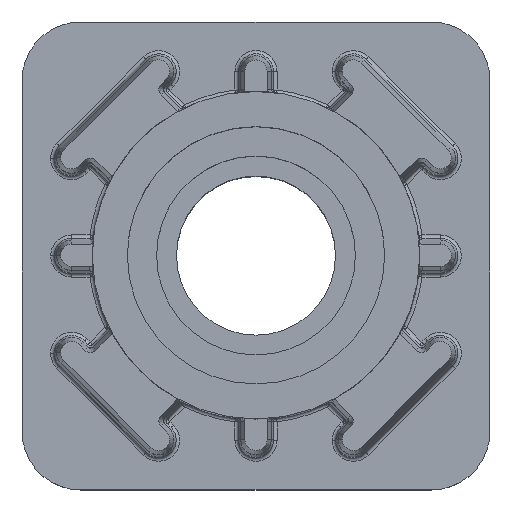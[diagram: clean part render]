
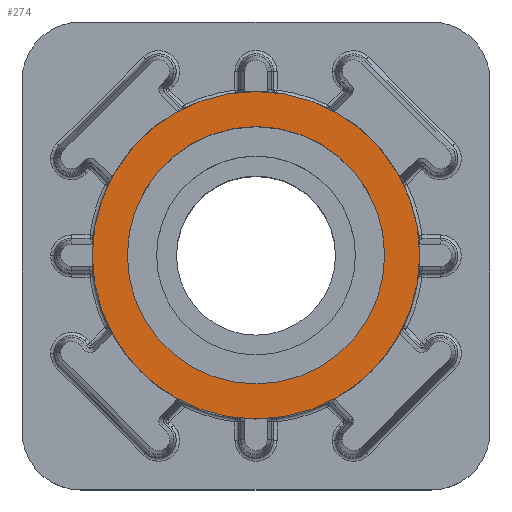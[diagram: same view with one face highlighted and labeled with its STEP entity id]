
A CAD part, top view. The second image highlights one B-rep face of the part: STEP entity #274.
In plain terms, the highlighted planar face has unit normal (0, 0, 1).
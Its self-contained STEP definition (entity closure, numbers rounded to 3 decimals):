
#10 = EDGE_LOOP ( 'NONE', ( #8843, #11453 ) ) ;
#227 = DIRECTION ( 'NONE',  ( 1., 0., 0. ) ) ;
#274 = ADVANCED_FACE ( 'NONE', ( #6186, #2219 ), #2851, .T. ) ;
#1041 = CARTESIAN_POINT ( 'NONE',  ( 0., 0., 43. ) ) ;
#1511 = CARTESIAN_POINT ( 'NONE',  ( -14., 0., 43. ) ) ;
#1626 = DIRECTION ( 'NONE',  ( 0., 0., 1. ) ) ;
#1737 = CARTESIAN_POINT ( 'NONE',  ( 0., 0., 43. ) ) ;
#1918 = EDGE_CURVE ( 'NONE', #8397, #7584, #8422, .T. ) ;
#1941 = AXIS2_PLACEMENT_3D ( 'NONE', #11167, #5689, #227 ) ;
#1962 = DIRECTION ( 'NONE',  ( 1., 0., 0. ) ) ;
#2219 = FACE_OUTER_BOUND ( 'NONE', #10, .T. ) ;
#2356 = AXIS2_PLACEMENT_3D ( 'NONE', #10163, #4704, #11069 ) ;
#2678 = DIRECTION ( 'NONE',  ( 1., 0., 0. ) ) ;
#2851 = PLANE ( 'NONE',  #5205 ) ;
#2893 = CARTESIAN_POINT ( 'NONE',  ( -11., 0., 43. ) ) ;
#4002 = AXIS2_PLACEMENT_3D ( 'NONE', #1737, #8085, #2678 ) ;
#4173 = ORIENTED_EDGE ( 'NONE', *, *, #4481, .F. ) ;
#4208 = EDGE_CURVE ( 'NONE', #7123, #5719, #8524, .T. ) ;
#4481 = EDGE_CURVE ( 'NONE', #5719, #7123, #6240, .T. ) ;
#4584 = EDGE_LOOP ( 'NONE', ( #4173, #9115 ) ) ;
#4704 = DIRECTION ( 'NONE',  ( 0., 0., 1. ) ) ;
#5205 = AXIS2_PLACEMENT_3D ( 'NONE', #1041, #7390, #1962 ) ;
#5689 = DIRECTION ( 'NONE',  ( 0., 0., 1. ) ) ;
#5719 = VERTEX_POINT ( 'NONE', #2893 ) ;
#5921 = AXIS2_PLACEMENT_3D ( 'NONE', #7074, #1626, #7971 ) ;
#6186 = FACE_BOUND ( 'NONE', #4584, .T. ) ;
#6240 = CIRCLE ( 'NONE', #5921, 11. ) ;
#7074 = CARTESIAN_POINT ( 'NONE',  ( 0., 0., 43. ) ) ;
#7123 = VERTEX_POINT ( 'NONE', #8035 ) ;
#7390 = DIRECTION ( 'NONE',  ( 0., 0., 1. ) ) ;
#7584 = VERTEX_POINT ( 'NONE', #1511 ) ;
#7971 = DIRECTION ( 'NONE',  ( 1., 0., 0. ) ) ;
#8035 = CARTESIAN_POINT ( 'NONE',  ( 11., 0., 43. ) ) ;
#8085 = DIRECTION ( 'NONE',  ( 0., 0., 1. ) ) ;
#8397 = VERTEX_POINT ( 'NONE', #11843 ) ;
#8422 = CIRCLE ( 'NONE', #1941, 14. ) ;
#8524 = CIRCLE ( 'NONE', #2356, 11. ) ;
#8843 = ORIENTED_EDGE ( 'NONE', *, *, #9380, .T. ) ;
#9115 = ORIENTED_EDGE ( 'NONE', *, *, #4208, .F. ) ;
#9380 = EDGE_CURVE ( 'NONE', #7584, #8397, #9891, .T. ) ;
#9891 = CIRCLE ( 'NONE', #4002, 14. ) ;
#10163 = CARTESIAN_POINT ( 'NONE',  ( 0., 0., 43. ) ) ;
#11069 = DIRECTION ( 'NONE',  ( 1., 0., 0. ) ) ;
#11167 = CARTESIAN_POINT ( 'NONE',  ( 0., 0., 43. ) ) ;
#11453 = ORIENTED_EDGE ( 'NONE', *, *, #1918, .T. ) ;
#11843 = CARTESIAN_POINT ( 'NONE',  ( 14., 0., 43. ) ) ;
